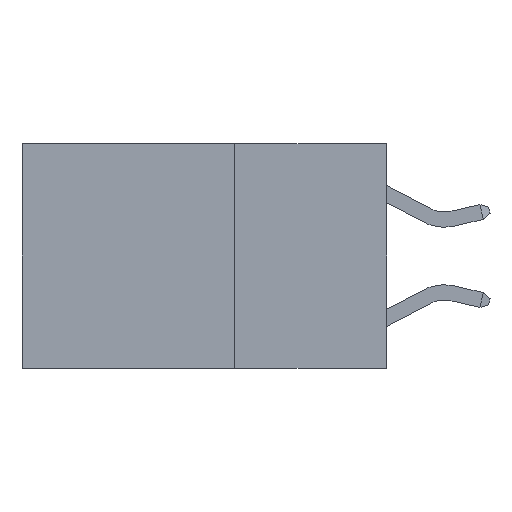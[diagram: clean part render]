
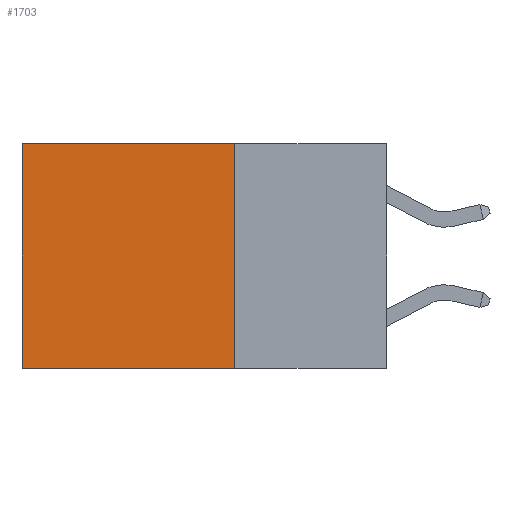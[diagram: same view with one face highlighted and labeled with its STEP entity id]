
A CAD part, left-side view. The second image highlights one B-rep face of the part: STEP entity #1703.
In plain terms, the highlighted planar face has unit normal (-1, 0, 0).
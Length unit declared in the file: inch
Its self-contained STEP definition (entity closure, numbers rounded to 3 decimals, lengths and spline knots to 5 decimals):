
#916 = EDGE_CURVE ( 'NONE', #1367, #8518, #3299, .T. ) ;
#1257 = DIRECTION ( 'NONE',  ( 0., 0., -1. ) ) ;
#1367 = VERTEX_POINT ( 'NONE', #5518 ) ;
#1546 = ORIENTED_EDGE ( 'NONE', *, *, #916, .T. ) ;
#1703 = ADVANCED_FACE ( 'NONE', ( #8547 ), #12699, .F. ) ;
#2070 = CARTESIAN_POINT ( 'NONE',  ( 0.2625, 0.6, 0. ) ) ;
#2121 = VERTEX_POINT ( 'NONE', #9940 ) ;
#2662 = EDGE_CURVE ( 'NONE', #2121, #1367, #5727, .T. ) ;
#2997 = VECTOR ( 'NONE', #3713, 39.37008 ) ;
#3008 = AXIS2_PLACEMENT_3D ( 'NONE', #7564, #11691, #8609 ) ;
#3257 = EDGE_CURVE ( 'NONE', #2121, #4081, #9315, .T. ) ;
#3299 = LINE ( 'NONE', #2070, #4253 ) ;
#3713 = DIRECTION ( 'NONE',  ( 0., 1., 0. ) ) ;
#4070 = CARTESIAN_POINT ( 'NONE',  ( 0.2625, 0.6, -0.37 ) ) ;
#4081 = VERTEX_POINT ( 'NONE', #8042 ) ;
#4253 = VECTOR ( 'NONE', #1257, 39.37008 ) ;
#5108 = CARTESIAN_POINT ( 'NONE',  ( 0.2625, 0.25, -0.37 ) ) ;
#5453 = CARTESIAN_POINT ( 'NONE',  ( 0.2625, 0.25, 0. ) ) ;
#5518 = CARTESIAN_POINT ( 'NONE',  ( 0.2625, 0.6, 0. ) ) ;
#5519 = VECTOR ( 'NONE', #9388, 39.37008 ) ;
#5727 = LINE ( 'NONE', #5849, #2997 ) ;
#5849 = CARTESIAN_POINT ( 'NONE',  ( 0.2625, 0.25, 0. ) ) ;
#6081 = ORIENTED_EDGE ( 'NONE', *, *, #3257, .F. ) ;
#7117 = EDGE_CURVE ( 'NONE', #4081, #8518, #8227, .T. ) ;
#7564 = CARTESIAN_POINT ( 'NONE',  ( 0.2625, 0.25, 0. ) ) ;
#8042 = CARTESIAN_POINT ( 'NONE',  ( 0.2625, 0.25, -0.37 ) ) ;
#8227 = LINE ( 'NONE', #5108, #10419 ) ;
#8518 = VERTEX_POINT ( 'NONE', #4070 ) ;
#8547 = FACE_OUTER_BOUND ( 'NONE', #9352, .T. ) ;
#8609 = DIRECTION ( 'NONE',  ( 0., 0., -1. ) ) ;
#9030 = ORIENTED_EDGE ( 'NONE', *, *, #7117, .F. ) ;
#9315 = LINE ( 'NONE', #5453, #5519 ) ;
#9352 = EDGE_LOOP ( 'NONE', ( #1546, #9030, #6081, #10766 ) ) ;
#9388 = DIRECTION ( 'NONE',  ( 0., 0., -1. ) ) ;
#9940 = CARTESIAN_POINT ( 'NONE',  ( 0.2625, 0.25, 0. ) ) ;
#10419 = VECTOR ( 'NONE', #12130, 39.37008 ) ;
#10766 = ORIENTED_EDGE ( 'NONE', *, *, #2662, .T. ) ;
#11691 = DIRECTION ( 'NONE',  ( 1., 0., 0. ) ) ;
#12130 = DIRECTION ( 'NONE',  ( 0., 1., 0. ) ) ;
#12699 = PLANE ( 'NONE',  #3008 ) ;
